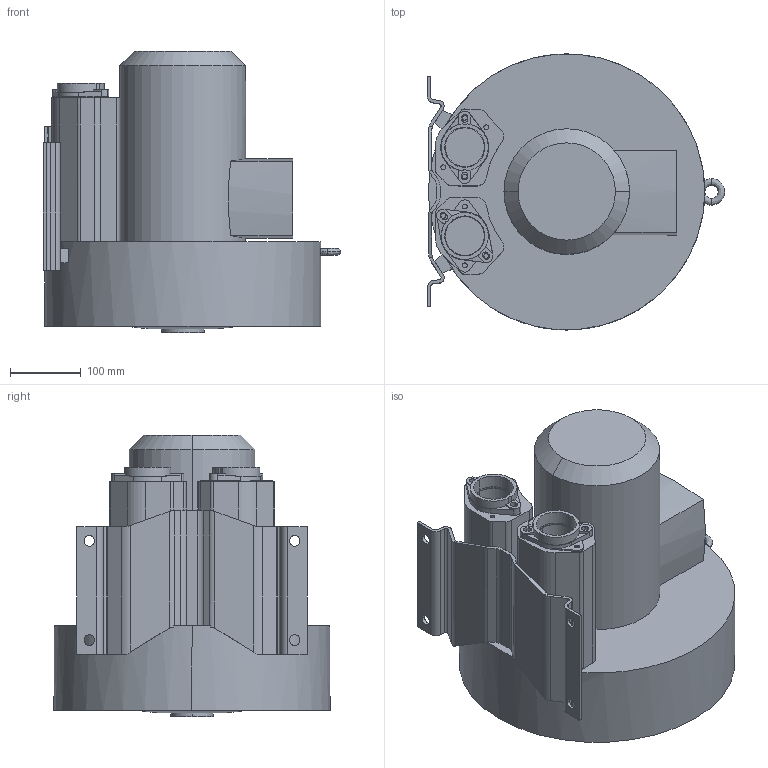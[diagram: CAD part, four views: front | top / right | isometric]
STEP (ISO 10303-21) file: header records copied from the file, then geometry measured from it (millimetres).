
FILE_DESCRIPTION (( 'STEP AP203' ), '1' );
FILE_NAME ('2RB710-1AQ06.STEP', '2025-04-27T07:37:12', ( '' ), ( '' ), 'SwSTEP 2.0', 'SolidWorks 2021', '' );
FILE_SCHEMA (( 'CONFIG_CONTROL_DESIGN' ));
Length unit declared in the file: millimetre
Products named in the file (1): 2RB710-1AQ06
Bounding box: 420.12 x 390 x 397.3 mm (x, y, z)
Volume: 25312057.3 mm3; surface area: 863531 mm2
Topology: 1 solids, 1 shells, 290 faces, 808 edges, 540 vertices
Faces by surface type: cylinder 147, plane 128, bspline 7, torus 6, cone 2
Entity records: 10367 total; most frequent: CARTESIAN_POINT 2650, DIRECTION 1632, ORIENTED_EDGE 1616, EDGE_CURVE 808, AXIS2_PLACEMENT_3D 618, VERTEX_POINT 540, LINE 396, VECTOR 396
